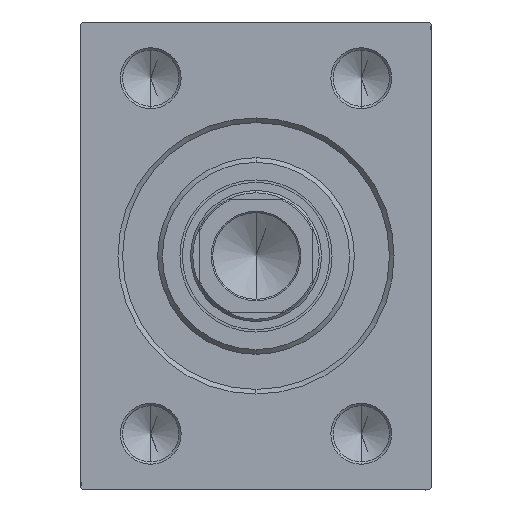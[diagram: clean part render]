
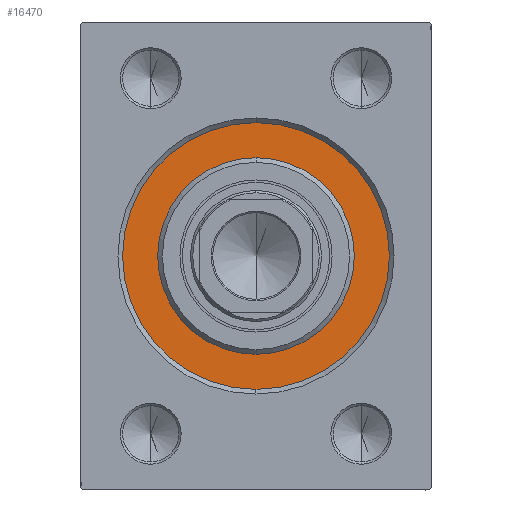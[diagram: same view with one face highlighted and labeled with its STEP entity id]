
A CAD part, left-side view. The second image highlights one B-rep face of the part: STEP entity #16470.
In plain terms, the highlighted face is planar.
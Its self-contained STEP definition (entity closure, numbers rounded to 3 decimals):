
#225 = CARTESIAN_POINT ( 'NONE',  ( 0., 0., 0. ) ) ;
#278 = DIRECTION ( 'NONE',  ( 0., 0., 1. ) ) ;
#2153 = VERTEX_POINT ( 'NONE', #14562 ) ;
#2445 = CIRCLE ( 'NONE', #7525, 28.5 ) ;
#3017 = VERTEX_POINT ( 'NONE', #22953 ) ;
#3526 = AXIS2_PLACEMENT_3D ( 'NONE', #7563, #7342, #278 ) ;
#7342 = DIRECTION ( 'NONE',  ( -1., 0., 0. ) ) ;
#7525 = AXIS2_PLACEMENT_3D ( 'NONE', #10929, #22104, #24845 ) ;
#7563 = CARTESIAN_POINT ( 'NONE',  ( 0., 0., 0. ) ) ;
#7957 = EDGE_LOOP ( 'NONE', ( #38780, #28446 ) ) ;
#10436 = CIRCLE ( 'NONE', #16279, 21. ) ;
#10498 = DIRECTION ( 'NONE',  ( 1., 0., 0. ) ) ;
#10929 = CARTESIAN_POINT ( 'NONE',  ( 0., 0., 0. ) ) ;
#10971 = AXIS2_PLACEMENT_3D ( 'NONE', #42484, #11257, #25165 ) ;
#11257 = DIRECTION ( 'NONE',  ( 1., 0., 0. ) ) ;
#14032 = EDGE_CURVE ( 'NONE', #33347, #2153, #16681, .T. ) ;
#14562 = CARTESIAN_POINT ( 'NONE',  ( 0., 0., 28.5 ) ) ;
#15268 = AXIS2_PLACEMENT_3D ( 'NONE', #28484, #25274, #42806 ) ;
#16279 = AXIS2_PLACEMENT_3D ( 'NONE', #225, #10498, #30569 ) ;
#16470 = ADVANCED_FACE ( 'NONE', ( #38964, #18669 ), #35109, .F. ) ;
#16681 = CIRCLE ( 'NONE', #3526, 28.5 ) ;
#17022 = CARTESIAN_POINT ( 'NONE',  ( 0., 0., -28.5 ) ) ;
#17790 = ORIENTED_EDGE ( 'NONE', *, *, #34523, .F. ) ;
#18669 = FACE_OUTER_BOUND ( 'NONE', #37753, .T. ) ;
#22104 = DIRECTION ( 'NONE',  ( -1., 0., 0. ) ) ;
#22953 = CARTESIAN_POINT ( 'NONE',  ( 0., 0., 21. ) ) ;
#24575 = VERTEX_POINT ( 'NONE', #32827 ) ;
#24845 = DIRECTION ( 'NONE',  ( 0., 0., 1. ) ) ;
#25165 = DIRECTION ( 'NONE',  ( 0., 0., -1. ) ) ;
#25274 = DIRECTION ( 'NONE',  ( -1., 0., 0. ) ) ;
#28446 = ORIENTED_EDGE ( 'NONE', *, *, #29542, .F. ) ;
#28484 = CARTESIAN_POINT ( 'NONE',  ( 0., 0., 0. ) ) ;
#29542 = EDGE_CURVE ( 'NONE', #24575, #3017, #10436, .T. ) ;
#30569 = DIRECTION ( 'NONE',  ( 0., 0., -1. ) ) ;
#32827 = CARTESIAN_POINT ( 'NONE',  ( 0., 0., -21. ) ) ;
#33347 = VERTEX_POINT ( 'NONE', #17022 ) ;
#33527 = CIRCLE ( 'NONE', #10971, 21. ) ;
#34523 = EDGE_CURVE ( 'NONE', #2153, #33347, #2445, .T. ) ;
#35109 = PLANE ( 'NONE',  #15268 ) ;
#37482 = ORIENTED_EDGE ( 'NONE', *, *, #14032, .F. ) ;
#37753 = EDGE_LOOP ( 'NONE', ( #37482, #17790 ) ) ;
#38780 = ORIENTED_EDGE ( 'NONE', *, *, #44502, .F. ) ;
#38964 = FACE_BOUND ( 'NONE', #7957, .T. ) ;
#42484 = CARTESIAN_POINT ( 'NONE',  ( 0., 0., 0. ) ) ;
#42806 = DIRECTION ( 'NONE',  ( 0., 0., 1. ) ) ;
#44502 = EDGE_CURVE ( 'NONE', #3017, #24575, #33527, .T. ) ;
